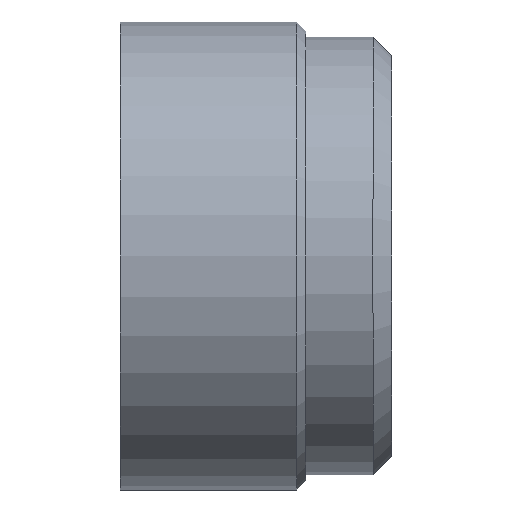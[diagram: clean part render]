
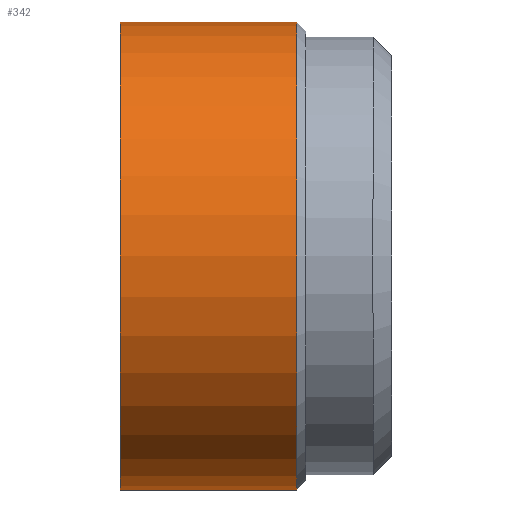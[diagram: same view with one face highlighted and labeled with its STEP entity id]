
A CAD part, left-side view. The second image highlights one B-rep face of the part: STEP entity #342.
In plain terms, the highlighted cylindrical face has radius 25 mm (diameter 50 mm), a partial arc.
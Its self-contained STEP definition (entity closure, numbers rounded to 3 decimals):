
#30 = VECTOR ( 'NONE', #100, 1000. ) ;
#42 = CYLINDRICAL_SURFACE ( 'NONE', #223, 25. ) ;
#47 = EDGE_CURVE ( 'NONE', #296, #396, #126, .T. ) ;
#49 = FACE_OUTER_BOUND ( 'NONE', #202, .T. ) ;
#51 = AXIS2_PLACEMENT_3D ( 'NONE', #112, #508, #226 ) ;
#56 = EDGE_CURVE ( 'NONE', #425, #296, #134, .T. ) ;
#100 = DIRECTION ( 'NONE',  ( 0., 1., 0. ) ) ;
#112 = CARTESIAN_POINT ( 'NONE',  ( 0., -18.83, 0. ) ) ;
#126 = LINE ( 'NONE', #514, #30 ) ;
#134 = CIRCLE ( 'NONE', #51, 25. ) ;
#158 = ORIENTED_EDGE ( 'NONE', *, *, #56, .T. ) ;
#160 = CIRCLE ( 'NONE', #507, 25. ) ;
#161 = ORIENTED_EDGE ( 'NONE', *, *, #47, .T. ) ;
#164 = ORIENTED_EDGE ( 'NONE', *, *, #186, .F. ) ;
#168 = VECTOR ( 'NONE', #446, 1000. ) ;
#186 = EDGE_CURVE ( 'NONE', #425, #228, #268, .T. ) ;
#202 = EDGE_LOOP ( 'NONE', ( #164, #158, #161, #238 ) ) ;
#223 = AXIS2_PLACEMENT_3D ( 'NONE', #330, #339, #337 ) ;
#226 = DIRECTION ( 'NONE',  ( 0., 0., 1. ) ) ;
#228 = VERTEX_POINT ( 'NONE', #412 ) ;
#238 = ORIENTED_EDGE ( 'NONE', *, *, #359, .F. ) ;
#268 = LINE ( 'NONE', #435, #168 ) ;
#274 = CARTESIAN_POINT ( 'NONE',  ( 0., -18.83, -25. ) ) ;
#296 = VERTEX_POINT ( 'NONE', #362 ) ;
#307 = CARTESIAN_POINT ( 'NONE',  ( 0., 0., 25. ) ) ;
#311 = DIRECTION ( 'NONE',  ( 0., 1., 0. ) ) ;
#314 = DIRECTION ( 'NONE',  ( 0., 0., 1. ) ) ;
#316 = CARTESIAN_POINT ( 'NONE',  ( 0., 0., 0. ) ) ;
#330 = CARTESIAN_POINT ( 'NONE',  ( 0., -29., 0. ) ) ;
#337 = DIRECTION ( 'NONE',  ( 0., 0., 1. ) ) ;
#339 = DIRECTION ( 'NONE',  ( 0., 1., 0. ) ) ;
#342 = ADVANCED_FACE ( 'NONE', ( #49 ), #42, .T. ) ;
#359 = EDGE_CURVE ( 'NONE', #228, #396, #160, .T. ) ;
#362 = CARTESIAN_POINT ( 'NONE',  ( 0., -18.83, 25. ) ) ;
#396 = VERTEX_POINT ( 'NONE', #307 ) ;
#412 = CARTESIAN_POINT ( 'NONE',  ( 0., 0., -25. ) ) ;
#425 = VERTEX_POINT ( 'NONE', #274 ) ;
#435 = CARTESIAN_POINT ( 'NONE',  ( 0., -29., -25. ) ) ;
#446 = DIRECTION ( 'NONE',  ( 0., 1., 0. ) ) ;
#507 = AXIS2_PLACEMENT_3D ( 'NONE', #316, #311, #314 ) ;
#508 = DIRECTION ( 'NONE',  ( 0., 1., 0. ) ) ;
#514 = CARTESIAN_POINT ( 'NONE',  ( 0., -29., 25. ) ) ;
